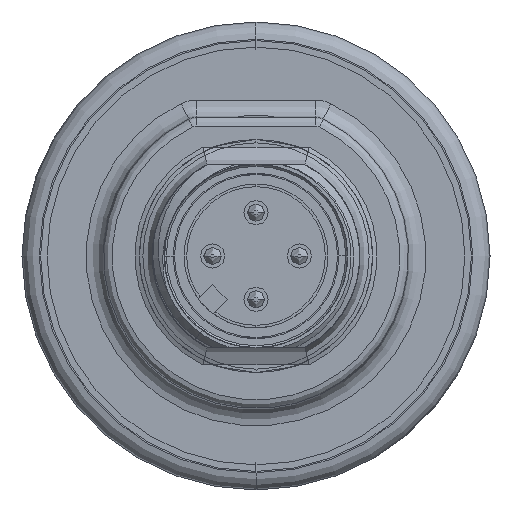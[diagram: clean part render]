
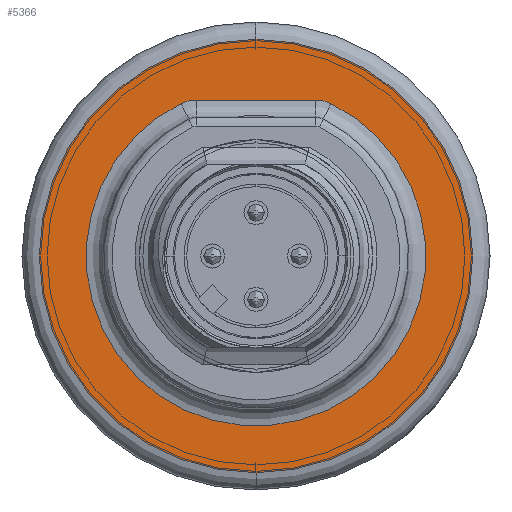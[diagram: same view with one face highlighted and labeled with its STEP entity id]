
A CAD part, left-side view. The second image highlights one B-rep face of the part: STEP entity #5366.
In plain terms, the highlighted face is planar.
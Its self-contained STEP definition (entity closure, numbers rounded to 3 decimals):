
#413=CARTESIAN_POINT('',(0.,0.,0.));
#414=DIRECTION('',(0.,-1.,0.));
#415=DIRECTION('',(1.,0.,0.));
#416=AXIS2_PLACEMENT_3D('',#413,#414,#415);
#418=CARTESIAN_POINT('',(0.,0.,0.));
#419=DIRECTION('',(0.,-1.,0.));
#420=DIRECTION('',(-1.,0.,0.));
#421=AXIS2_PLACEMENT_3D('',#418,#419,#420);
#423=CARTESIAN_POINT('',(7.,0.,-3.441));
#424=DIRECTION('',(0.,-1.,0.));
#425=DIRECTION('',(0.897,0.,-0.441));
#426=AXIS2_PLACEMENT_3D('',#423,#424,#425);
#428=CARTESIAN_POINT('',(0.,0.,0.));
#429=DIRECTION('',(0.,-1.,0.));
#430=DIRECTION('',(0.897,0.,0.441));
#431=AXIS2_PLACEMENT_3D('',#428,#429,#430);
#433=CARTESIAN_POINT('',(7.,0.,3.441));
#434=DIRECTION('',(0.,-1.,0.));
#435=DIRECTION('',(1.,0.,0.));
#436=AXIS2_PLACEMENT_3D('',#433,#434,#435);
#438=DIRECTION('',(0.,0.,1.));
#439=VECTOR('',#438,6.882);
#440=CARTESIAN_POINT('',(9.,0.,-3.441));
#441=LINE('',#440,#439);
#4366=CARTESIAN_POINT('',(12.5,0.,0.));
#4367=CARTESIAN_POINT('',(-12.5,0.,0.));
#4368=VERTEX_POINT('',#4366);
#4369=VERTEX_POINT('',#4367);
#4438=CARTESIAN_POINT('',(8.795,0.,-4.323));
#4439=CARTESIAN_POINT('',(9.,0.,-3.441));
#4440=VERTEX_POINT('',#4438);
#4441=VERTEX_POINT('',#4439);
#4444=CARTESIAN_POINT('',(9.,0.,3.441));
#4445=VERTEX_POINT('',#4444);
#4448=CARTESIAN_POINT('',(8.795,0.,4.323));
#4449=VERTEX_POINT('',#4448);
#5349=CARTESIAN_POINT('',(0.,0.,0.));
#5350=DIRECTION('',(0.,-1.,0.));
#5351=DIRECTION('',(-1.,0.,0.));
#5352=AXIS2_PLACEMENT_3D('',#5349,#5350,#5351);
#5353=PLANE('',#5352);
#5355=ORIENTED_EDGE('',*,*,#5354,.T.);
#5357=ORIENTED_EDGE('',*,*,#5356,.T.);
#5358=EDGE_LOOP('',(#5355,#5357));
#5359=FACE_OUTER_BOUND('',#5358,.F.);
#5360=ORIENTED_EDGE('',*,*,#5316,.F.);
#5361=ORIENTED_EDGE('',*,*,#5330,.F.);
#5362=ORIENTED_EDGE('',*,*,#5343,.F.);
#5363=ORIENTED_EDGE('',*,*,#5301,.F.);
#5364=EDGE_LOOP('',(#5360,#5361,#5362,#5363));
#5365=FACE_BOUND('',#5364,.F.);
#5366=ADVANCED_FACE('',(#5359,#5365),#5353,.F.);
#417=CIRCLE('',#416,12.5);
#422=CIRCLE('',#421,12.5);
#427=CIRCLE('',#426,2.);
#432=CIRCLE('',#431,9.8);
#437=CIRCLE('',#436,2.);
#5301=EDGE_CURVE('',#4441,#4445,#441,.T.);
#5316=EDGE_CURVE('',#4440,#4441,#427,.T.);
#5330=EDGE_CURVE('',#4449,#4440,#432,.T.);
#5343=EDGE_CURVE('',#4445,#4449,#437,.T.);
#5354=EDGE_CURVE('',#4368,#4369,#417,.T.);
#5356=EDGE_CURVE('',#4369,#4368,#422,.T.);
